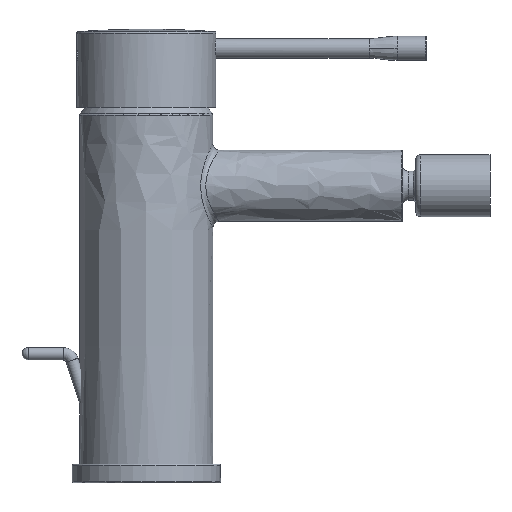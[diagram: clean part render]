
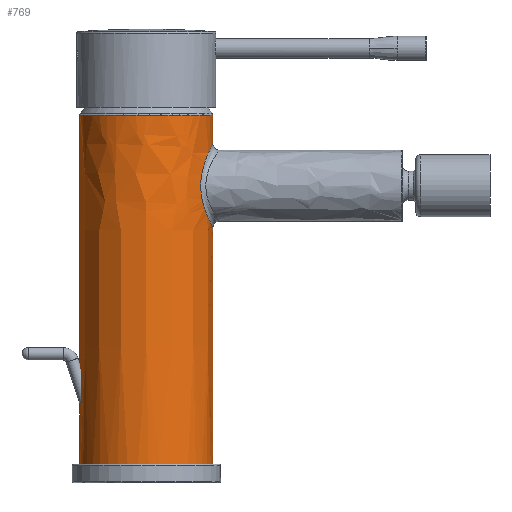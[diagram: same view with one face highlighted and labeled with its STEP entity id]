
A CAD part, front view. The second image highlights one B-rep face of the part: STEP entity #769.
In plain terms, the highlighted free-form (B-spline) face has degree [3, 3] with [4, 7] control points.
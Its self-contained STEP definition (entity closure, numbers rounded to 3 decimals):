
#31=B_SPLINE_SURFACE_WITH_KNOTS('',3,3,((#1995,#1996,#1997,#1998,#1999,
#2000,#2001),(#2002,#2003,#2004,#2005,#2006,#2007,#2008),(#2009,#2010,#2011,
#2012,#2013,#2014,#2015),(#2016,#2017,#2018,#2019,#2020,#2021,#2022)),
 .SURF_OF_LINEAR_EXTRUSION.,.F.,.F.,.F.,(4,4),(4,1,1,1,4),(0.111,
1.),(6.,7.,8.,9.,10.),.UNSPECIFIED.);
#45=B_SPLINE_CURVE_WITH_KNOTS('',3,(#1585,#1586,#1587,#1588,#1589,#1590,
#1591,#1592,#1593,#1594,#1595,#1596,#1597,#1598,#1599,#1600,#1601,#1602,
#1603,#1604,#1605,#1606),.UNSPECIFIED.,.F.,.F.,(4,1,1,1,1,1,1,1,1,1,1,1,
1,1,1,1,1,1,1,4),(0.,0.004,0.009,
0.013,0.017,0.019,0.021,
0.023,0.026,0.03,0.034,
0.038,0.043,0.047,0.051,
0.053,0.055,0.06,0.064,
0.068),.UNSPECIFIED.);
#50=B_SPLINE_CURVE_WITH_KNOTS('',3,(#1745,#1746,#1747,#1748,#1749,#1750,
#1751,#1752,#1753,#1754,#1755,#1756,#1757,#1758),.UNSPECIFIED.,.F.,.F.,
(4,1,1,1,1,1,1,1,1,1,1,4),(0.,0.003,0.005,0.01,
0.015,0.018,0.021,0.026,
0.031,0.036,0.039,0.041),
 .UNSPECIFIED.);
#61=B_SPLINE_CURVE_WITH_KNOTS('',3,(#2023,#2024,#2025,#2026),
 .UNSPECIFIED.,.F.,.F.,(4,4),(0.097,1.),.UNSPECIFIED.);
#62=B_SPLINE_CURVE_WITH_KNOTS('',3,(#2027,#2028,#2029,#2030),
 .UNSPECIFIED.,.F.,.F.,(4,4),(0.,1.002),
 .UNSPECIFIED.);
#63=B_SPLINE_CURVE_WITH_KNOTS('',3,(#2032,#2033,#2034,#2035,#2036,#2037,
#2038,#2039,#2040,#2041,#2042,#2043,#2044,#2045,#2046,#2047,#2048,#2049,
#2050,#2051,#2052,#2053),.UNSPECIFIED.,.F.,.F.,(4,1,1,1,1,1,1,1,1,1,1,1,
1,1,1,1,1,1,1,4),(0.,0.004,0.008,0.013,
0.017,0.021,0.023,0.025,
0.027,0.029,0.034,0.038,
0.042,0.046,0.05,0.052,
0.055,0.059,0.063,0.067),
 .UNSPECIFIED.);
#64=B_SPLINE_CURVE_WITH_KNOTS('',3,(#2055,#2056,#2057,#2058),
 .UNSPECIFIED.,.F.,.F.,(4,4),(-0.003,0.987),
 .UNSPECIFIED.);
#262=ORIENTED_EDGE('',*,*,#384,.T.);
#263=ORIENTED_EDGE('',*,*,#368,.T.);
#264=ORIENTED_EDGE('',*,*,#385,.T.);
#265=ORIENTED_EDGE('',*,*,#386,.T.);
#266=ORIENTED_EDGE('',*,*,#387,.T.);
#267=ORIENTED_EDGE('',*,*,#373,.T.);
#368=EDGE_CURVE('',#455,#452,#45,.T.);
#373=EDGE_CURVE('',#457,#458,#50,.T.);
#384=EDGE_CURVE('',#458,#455,#61,.T.);
#385=EDGE_CURVE('',#452,#465,#62,.T.);
#386=EDGE_CURVE('',#465,#466,#63,.T.);
#387=EDGE_CURVE('',#466,#457,#64,.T.);
#452=VERTEX_POINT('',#1445);
#455=VERTEX_POINT('',#1474);
#457=VERTEX_POINT('',#1661);
#458=VERTEX_POINT('',#1674);
#465=VERTEX_POINT('',#2031);
#466=VERTEX_POINT('',#2054);
#600=EDGE_LOOP('',(#262,#263,#264,#265,#266,#267));
#693=FACE_BOUND('',#600,.T.);
#769=ADVANCED_FACE('',(#693),#31,.F.);
#1445=CARTESIAN_POINT('',(-21.5,0.,112.8));
#1474=CARTESIAN_POINT('',(21.5,0.,112.8));
#1585=CARTESIAN_POINT('',(21.5,0.,112.8));
#1586=CARTESIAN_POINT('',(21.5,-1.419,112.8));
#1587=CARTESIAN_POINT('',(21.198,-4.263,112.8));
#1588=CARTESIAN_POINT('',(19.964,-8.27,112.8));
#1589=CARTESIAN_POINT('',(17.958,-12.045,112.8));
#1590=CARTESIAN_POINT('',(15.756,-14.753,112.8));
#1591=CARTESIAN_POINT('',(13.642,-16.658,112.8));
#1592=CARTESIAN_POINT('',(11.946,-17.899,112.8));
#1593=CARTESIAN_POINT('',(10.141,-18.972,112.8));
#1594=CARTESIAN_POINT('',(7.571,-20.181,112.8));
#1595=CARTESIAN_POINT('',(4.224,-21.207,112.8));
#1596=CARTESIAN_POINT('',(-0.028,-21.646,112.8));
#1597=CARTESIAN_POINT('',(-4.203,-21.21,112.8));
#1598=CARTESIAN_POINT('',(-8.281,-19.96,112.8));
#1599=CARTESIAN_POINT('',(-12.011,-17.981,112.8));
#1600=CARTESIAN_POINT('',(-14.758,-15.749,112.8));
#1601=CARTESIAN_POINT('',(-16.629,-13.677,112.8));
#1602=CARTESIAN_POINT('',(-18.313,-11.385,112.8));
#1603=CARTESIAN_POINT('',(-19.953,-8.295,112.8));
#1604=CARTESIAN_POINT('',(-21.21,-4.21,112.8));
#1605=CARTESIAN_POINT('',(-21.5,-1.42,112.8));
#1606=CARTESIAN_POINT('',(-21.5,0.,112.8));
#1661=CARTESIAN_POINT('',(21.5,0.,76.5));
#1674=CARTESIAN_POINT('',(21.5,0.,103.5));
#1745=CARTESIAN_POINT('',(21.5,0.,76.5));
#1746=CARTESIAN_POINT('',(21.5,-0.875,76.5));
#1747=CARTESIAN_POINT('',(21.388,-2.583,76.71));
#1748=CARTESIAN_POINT('',(20.78,-5.834,77.878));
#1749=CARTESIAN_POINT('',(19.527,-9.175,80.458));
#1750=CARTESIAN_POINT('',(18.293,-11.295,84.118));
#1751=CARTESIAN_POINT('',(17.693,-12.197,87.407));
#1752=CARTESIAN_POINT('',(17.465,-12.518,90.862));
#1753=CARTESIAN_POINT('',(18.046,-11.716,95.169));
#1754=CARTESIAN_POINT('',(19.53,-9.17,99.546));
#1755=CARTESIAN_POINT('',(20.778,-5.831,102.119));
#1756=CARTESIAN_POINT('',(21.386,-2.609,103.286));
#1757=CARTESIAN_POINT('',(21.5,-0.861,103.5));
#1758=CARTESIAN_POINT('',(21.5,0.,103.5));
#1995=CARTESIAN_POINT('',(-21.5,0.,-11.43));
#1996=CARTESIAN_POINT('',(-21.5,-5.616,-11.43));
#1997=CARTESIAN_POINT('',(-16.848,-16.848,-11.43));
#1998=CARTESIAN_POINT('',(0.,-23.826,-11.43));
#1999=CARTESIAN_POINT('',(16.848,-16.848,-11.43));
#2000=CARTESIAN_POINT('',(21.5,-5.616,-11.43));
#2001=CARTESIAN_POINT('',(21.5,0.,-11.43));
#2002=CARTESIAN_POINT('',(-21.5,0.,31.505));
#2003=CARTESIAN_POINT('',(-21.5,-5.616,31.505));
#2004=CARTESIAN_POINT('',(-16.848,-16.848,31.505));
#2005=CARTESIAN_POINT('',(0.,-23.826,31.505));
#2006=CARTESIAN_POINT('',(16.848,-16.848,31.505));
#2007=CARTESIAN_POINT('',(21.5,-5.616,31.505));
#2008=CARTESIAN_POINT('',(21.5,0.,31.505));
#2009=CARTESIAN_POINT('',(-21.5,0.,72.303));
#2010=CARTESIAN_POINT('',(-21.5,-5.616,72.303));
#2011=CARTESIAN_POINT('',(-16.848,-16.848,72.303));
#2012=CARTESIAN_POINT('',(0.,-23.826,72.303));
#2013=CARTESIAN_POINT('',(16.848,-16.848,72.303));
#2014=CARTESIAN_POINT('',(21.5,-5.616,72.303));
#2015=CARTESIAN_POINT('',(21.5,0.,72.303));
#2016=CARTESIAN_POINT('',(-21.5,0.,113.1));
#2017=CARTESIAN_POINT('',(-21.5,-5.616,113.1));
#2018=CARTESIAN_POINT('',(-16.848,-16.848,113.1));
#2019=CARTESIAN_POINT('',(0.,-23.826,113.1));
#2020=CARTESIAN_POINT('',(16.848,-16.848,113.1));
#2021=CARTESIAN_POINT('',(21.5,-5.616,113.1));
#2022=CARTESIAN_POINT('',(21.5,0.,113.1));
#2023=CARTESIAN_POINT('',(21.5,0.,103.5));
#2024=CARTESIAN_POINT('',(21.5,0.,106.601));
#2025=CARTESIAN_POINT('',(21.5,0.,109.7));
#2026=CARTESIAN_POINT('',(21.5,0.,112.8));
#2027=CARTESIAN_POINT('',(-21.5,0.,112.8));
#2028=CARTESIAN_POINT('',(-21.5,0.,75.739));
#2029=CARTESIAN_POINT('',(-21.5,0.,38.673));
#2030=CARTESIAN_POINT('',(-21.5,0.,0.));
#2031=CARTESIAN_POINT('',(-21.5,0.,0.));
#2032=CARTESIAN_POINT('',(-21.5,0.,0.));
#2033=CARTESIAN_POINT('',(-21.5,-1.42,0.));
#2034=CARTESIAN_POINT('',(-21.211,-4.202,0.));
#2035=CARTESIAN_POINT('',(-19.958,-8.283,0.));
#2036=CARTESIAN_POINT('',(-17.991,-11.996,0.));
#2037=CARTESIAN_POINT('',(-15.294,-15.317,0.));
#2038=CARTESIAN_POINT('',(-12.586,-17.517,0.));
#2039=CARTESIAN_POINT('',(-10.142,-18.972,0.));
#2040=CARTESIAN_POINT('',(-8.239,-19.867,0.));
#2041=CARTESIAN_POINT('',(-6.263,-20.58,0.));
#2042=CARTESIAN_POINT('',(-3.509,-21.282,0.));
#2043=CARTESIAN_POINT('',(-0.033,-21.645,0.));
#2044=CARTESIAN_POINT('',(4.216,-21.209,0.));
#2045=CARTESIAN_POINT('',(8.24,-19.976,0.));
#2046=CARTESIAN_POINT('',(12.011,-17.98,0.));
#2047=CARTESIAN_POINT('',(14.733,-15.776,0.));
#2048=CARTESIAN_POINT('',(16.638,-13.665,0.));
#2049=CARTESIAN_POINT('',(18.293,-11.416,0.));
#2050=CARTESIAN_POINT('',(19.963,-8.273,0.));
#2051=CARTESIAN_POINT('',(21.2,-4.253,0.));
#2052=CARTESIAN_POINT('',(21.5,-1.42,0.));
#2053=CARTESIAN_POINT('',(21.5,0.,0.));
#2054=CARTESIAN_POINT('',(21.5,0.,0.));
#2055=CARTESIAN_POINT('',(21.5,0.,0.));
#2056=CARTESIAN_POINT('',(21.5,0.,26.066));
#2057=CARTESIAN_POINT('',(21.5,0.,51.403));
#2058=CARTESIAN_POINT('',(21.5,0.,76.5));
